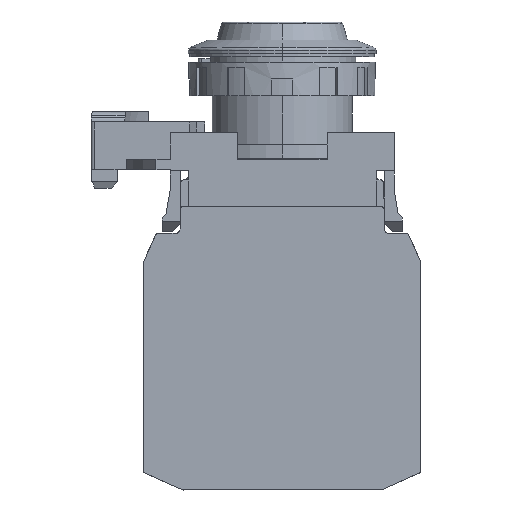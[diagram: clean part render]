
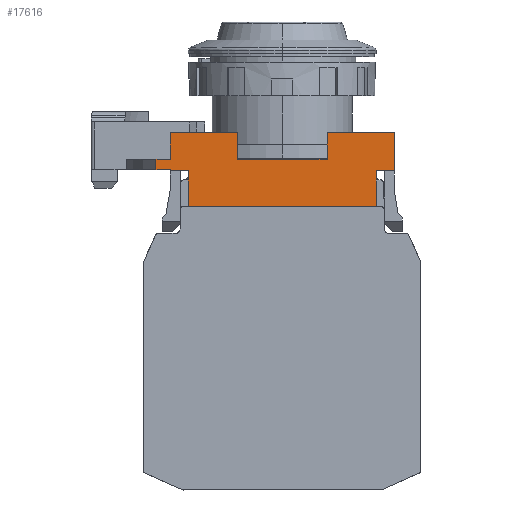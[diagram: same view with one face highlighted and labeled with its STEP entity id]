
A CAD part, left-side view. The second image highlights one B-rep face of the part: STEP entity #17616.
In plain terms, the highlighted planar face has unit normal (-1, 0, 0).
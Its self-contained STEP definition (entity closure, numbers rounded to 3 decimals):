
#162 = VERTEX_POINT ( 'NONE', #3845 ) ;
#269 = VERTEX_POINT ( 'NONE', #12678 ) ;
#433 = ORIENTED_EDGE ( 'NONE', *, *, #6090, .F. ) ;
#685 = EDGE_CURVE ( 'NONE', #18399, #3756, #22382, .T. ) ;
#931 = EDGE_CURVE ( 'NONE', #17652, #14278, #6625, .T. ) ;
#999 = EDGE_CURVE ( 'NONE', #5446, #21595, #4815, .T. ) ;
#1331 = VECTOR ( 'NONE', #11672, 1000. ) ;
#1405 = LINE ( 'NONE', #9834, #27042 ) ;
#1795 = DIRECTION ( 'NONE',  ( 1., 0., 0. ) ) ;
#1811 = LINE ( 'NONE', #16573, #26387 ) ;
#1930 = EDGE_CURVE ( 'NONE', #21595, #12208, #1405, .T. ) ;
#1944 = ORIENTED_EDGE ( 'NONE', *, *, #21004, .F. ) ;
#2004 = CARTESIAN_POINT ( 'NONE',  ( -14.9, -6.7, 7. ) ) ;
#2166 = LINE ( 'NONE', #10587, #7013 ) ;
#2258 = LINE ( 'NONE', #10677, #26196 ) ;
#2301 = ORIENTED_EDGE ( 'NONE', *, *, #13308, .T. ) ;
#2799 = CARTESIAN_POINT ( 'NONE',  ( -14.9, 16.7, 7. ) ) ;
#2967 = EDGE_CURVE ( 'NONE', #5045, #269, #2258, .T. ) ;
#3007 = LINE ( 'NONE', #11436, #18862 ) ;
#3174 = CARTESIAN_POINT ( 'NONE',  ( -14.9, 1.057, 7. ) ) ;
#3240 = CARTESIAN_POINT ( 'NONE',  ( -14.9, 16.7, 4. ) ) ;
#3403 = CARTESIAN_POINT ( 'NONE',  ( -14.9, 16.7, 5.3 ) ) ;
#3470 = CARTESIAN_POINT ( 'NONE',  ( -14.9, 0., 0. ) ) ;
#3628 = VECTOR ( 'NONE', #13927, 1000. ) ;
#3672 = CARTESIAN_POINT ( 'NONE',  ( -14.9, -6.7, 11. ) ) ;
#3756 = VERTEX_POINT ( 'NONE', #6600 ) ;
#3845 = CARTESIAN_POINT ( 'NONE',  ( -14.9, 16.7, 11. ) ) ;
#3854 = FACE_OUTER_BOUND ( 'NONE', #22691, .T. ) ;
#3886 = ORIENTED_EDGE ( 'NONE', *, *, #17463, .F. ) ;
#3963 = CARTESIAN_POINT ( 'NONE',  ( -14.9, 18.815, 7. ) ) ;
#4256 = CARTESIAN_POINT ( 'NONE',  ( -14.9, -16.7, 5.3 ) ) ;
#4483 = VECTOR ( 'NONE', #11904, 1000. ) ;
#4496 = VECTOR ( 'NONE', #21658, 1000. ) ;
#4815 = LINE ( 'NONE', #13244, #4496 ) ;
#5045 = VERTEX_POINT ( 'NONE', #3963 ) ;
#5178 = EDGE_CURVE ( 'NONE', #15245, #25488, #6704, .T. ) ;
#5446 = VERTEX_POINT ( 'NONE', #2004 ) ;
#5492 = CARTESIAN_POINT ( 'NONE',  ( -14.9, 14., 5.5 ) ) ;
#6090 = EDGE_CURVE ( 'NONE', #18399, #23319, #24400, .T. ) ;
#6386 = LINE ( 'NONE', #14818, #7785 ) ;
#6600 = CARTESIAN_POINT ( 'NONE',  ( -14.9, -14., 0. ) ) ;
#6625 = LINE ( 'NONE', #15046, #25663 ) ;
#6648 = CARTESIAN_POINT ( 'NONE',  ( -14.9, 14., 5.3 ) ) ;
#6704 = LINE ( 'NONE', #15124, #9333 ) ;
#7013 = VECTOR ( 'NONE', #19000, 1000. ) ;
#7231 = ORIENTED_EDGE ( 'NONE', *, *, #14693, .F. ) ;
#7283 = CARTESIAN_POINT ( 'NONE',  ( -14.9, 16.7, 5.5 ) ) ;
#7571 = LINE ( 'NONE', #15980, #21066 ) ;
#7710 = VERTEX_POINT ( 'NONE', #3403 ) ;
#7785 = VECTOR ( 'NONE', #23220, 1000. ) ;
#7812 = CARTESIAN_POINT ( 'NONE',  ( -14.9, 1.057, 5.3 ) ) ;
#8322 = CARTESIAN_POINT ( 'NONE',  ( -14.9, 14., 0. ) ) ;
#8502 = CARTESIAN_POINT ( 'NONE',  ( -14.9, 6.7, 11. ) ) ;
#8884 = ORIENTED_EDGE ( 'NONE', *, *, #2967, .T. ) ;
#9084 = CARTESIAN_POINT ( 'NONE',  ( -14.9, -16.7, 11. ) ) ;
#9333 = VECTOR ( 'NONE', #23536, 1000. ) ;
#9803 = CARTESIAN_POINT ( 'NONE',  ( -14.9, 16.7, 5.5 ) ) ;
#9834 = CARTESIAN_POINT ( 'NONE',  ( -14.9, 1.057, 11. ) ) ;
#10220 = DIRECTION ( 'NONE',  ( 0., 1., 0. ) ) ;
#10332 = ORIENTED_EDGE ( 'NONE', *, *, #1930, .F. ) ;
#10546 = ORIENTED_EDGE ( 'NONE', *, *, #20501, .F. ) ;
#10587 = CARTESIAN_POINT ( 'NONE',  ( -14.9, 1.057, 11. ) ) ;
#10677 = CARTESIAN_POINT ( 'NONE',  ( -14.9, 18.815, 6.25 ) ) ;
#11096 = ORIENTED_EDGE ( 'NONE', *, *, #931, .F. ) ;
#11436 = CARTESIAN_POINT ( 'NONE',  ( -14.9, -14., 2.65 ) ) ;
#11602 = DIRECTION ( 'NONE',  ( 0., -1., 0. ) ) ;
#11672 = DIRECTION ( 'NONE',  ( 0., 0., 1. ) ) ;
#11904 = DIRECTION ( 'NONE',  ( 0., -1., 0. ) ) ;
#12208 = VERTEX_POINT ( 'NONE', #9084 ) ;
#12287 = PLANE ( 'NONE',  #14756 ) ;
#12504 = VERTEX_POINT ( 'NONE', #2799 ) ;
#12678 = CARTESIAN_POINT ( 'NONE',  ( -14.9, 18.815, 5.5 ) ) ;
#12893 = ORIENTED_EDGE ( 'NONE', *, *, #999, .F. ) ;
#13244 = CARTESIAN_POINT ( 'NONE',  ( -14.9, -6.7, 5.5 ) ) ;
#13298 = ORIENTED_EDGE ( 'NONE', *, *, #5178, .F. ) ;
#13308 = EDGE_CURVE ( 'NONE', #3756, #14278, #3007, .T. ) ;
#13369 = EDGE_CURVE ( 'NONE', #12208, #17652, #7571, .T. ) ;
#13888 = EDGE_CURVE ( 'NONE', #23319, #7710, #26709, .T. ) ;
#13927 = DIRECTION ( 'NONE',  ( 0., 0., 1. ) ) ;
#14182 = CARTESIAN_POINT ( 'NONE',  ( -14.9, 6.7, 7. ) ) ;
#14278 = VERTEX_POINT ( 'NONE', #23172 ) ;
#14693 = EDGE_CURVE ( 'NONE', #162, #15245, #2166, .T. ) ;
#14756 = AXIS2_PLACEMENT_3D ( 'NONE', #20707, #1795, #10220 ) ;
#14818 = CARTESIAN_POINT ( 'NONE',  ( -14.9, 1.057, 7. ) ) ;
#15046 = CARTESIAN_POINT ( 'NONE',  ( -14.9, 1.057, 5.3 ) ) ;
#15124 = CARTESIAN_POINT ( 'NONE',  ( -14.9, 6.7, 5.5 ) ) ;
#15245 = VERTEX_POINT ( 'NONE', #8502 ) ;
#15462 = EDGE_CURVE ( 'NONE', #7710, #16397, #22155, .T. ) ;
#15695 = DIRECTION ( 'NONE',  ( 0., 0., 1. ) ) ;
#15980 = CARTESIAN_POINT ( 'NONE',  ( -14.9, -16.7, 5.5 ) ) ;
#16225 = DIRECTION ( 'NONE',  ( 0., 1., 0. ) ) ;
#16397 = VERTEX_POINT ( 'NONE', #9803 ) ;
#16566 = VECTOR ( 'NONE', #15695, 1000. ) ;
#16573 = CARTESIAN_POINT ( 'NONE',  ( -14.9, 1.057, 5.5 ) ) ;
#17463 = EDGE_CURVE ( 'NONE', #25488, #5446, #22087, .T. ) ;
#17616 = ADVANCED_FACE ( 'NONE', ( #3854 ), #12287, .F. ) ;
#17652 = VERTEX_POINT ( 'NONE', #4256 ) ;
#18221 = ORIENTED_EDGE ( 'NONE', *, *, #15462, .F. ) ;
#18255 = DIRECTION ( 'NONE',  ( 0., -1., 0. ) ) ;
#18399 = VERTEX_POINT ( 'NONE', #8322 ) ;
#18862 = VECTOR ( 'NONE', #19855, 1000. ) ;
#19000 = DIRECTION ( 'NONE',  ( 0., -1., 0. ) ) ;
#19091 = DIRECTION ( 'NONE',  ( 0., 0., -1. ) ) ;
#19426 = ORIENTED_EDGE ( 'NONE', *, *, #23616, .F. ) ;
#19855 = DIRECTION ( 'NONE',  ( 0., 0., 1. ) ) ;
#19920 = ORIENTED_EDGE ( 'NONE', *, *, #13888, .F. ) ;
#20501 = EDGE_CURVE ( 'NONE', #12504, #162, #26173, .T. ) ;
#20707 = CARTESIAN_POINT ( 'NONE',  ( -14.9, -16.7, 0. ) ) ;
#21004 = EDGE_CURVE ( 'NONE', #5045, #12504, #6386, .T. ) ;
#21066 = VECTOR ( 'NONE', #24392, 1000. ) ;
#21595 = VERTEX_POINT ( 'NONE', #3672 ) ;
#21658 = DIRECTION ( 'NONE',  ( 0., 0., 1. ) ) ;
#22087 = LINE ( 'NONE', #3174, #22244 ) ;
#22155 = LINE ( 'NONE', #3240, #1331 ) ;
#22244 = VECTOR ( 'NONE', #11602, 1000. ) ;
#22382 = LINE ( 'NONE', #3470, #4483 ) ;
#22691 = EDGE_LOOP ( 'NONE', ( #24933, #10332, #12893, #3886, #13298, #7231, #10546, #1944, #8884, #19426, #18221, #19920, #433, #25336, #2301, #11096 ) ) ;
#23172 = CARTESIAN_POINT ( 'NONE',  ( -14.9, -14., 5.3 ) ) ;
#23220 = DIRECTION ( 'NONE',  ( 0., -1., 0. ) ) ;
#23279 = VECTOR ( 'NONE', #16225, 1000. ) ;
#23319 = VERTEX_POINT ( 'NONE', #6648 ) ;
#23451 = DIRECTION ( 'NONE',  ( 0., 1., 0. ) ) ;
#23536 = DIRECTION ( 'NONE',  ( 0., 0., -1. ) ) ;
#23616 = EDGE_CURVE ( 'NONE', #16397, #269, #1811, .T. ) ;
#24392 = DIRECTION ( 'NONE',  ( 0., 0., -1. ) ) ;
#24400 = LINE ( 'NONE', #5492, #3628 ) ;
#24933 = ORIENTED_EDGE ( 'NONE', *, *, #13369, .F. ) ;
#24993 = DIRECTION ( 'NONE',  ( 0., 1., 0. ) ) ;
#25336 = ORIENTED_EDGE ( 'NONE', *, *, #685, .T. ) ;
#25488 = VERTEX_POINT ( 'NONE', #14182 ) ;
#25663 = VECTOR ( 'NONE', #23451, 1000. ) ;
#26173 = LINE ( 'NONE', #7283, #16566 ) ;
#26196 = VECTOR ( 'NONE', #19091, 1000. ) ;
#26387 = VECTOR ( 'NONE', #24993, 1000. ) ;
#26709 = LINE ( 'NONE', #7812, #23279 ) ;
#27042 = VECTOR ( 'NONE', #18255, 1000. ) ;
